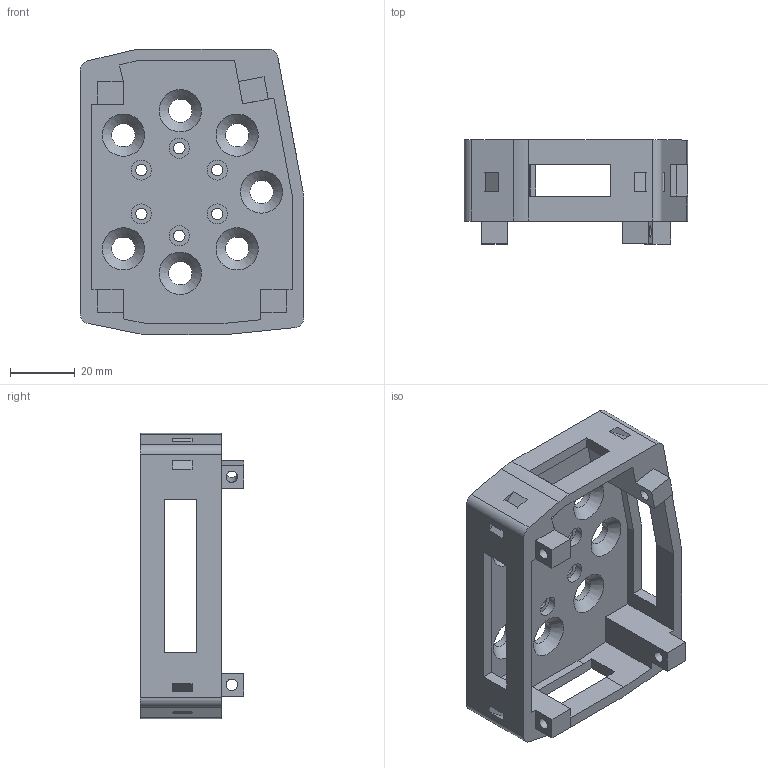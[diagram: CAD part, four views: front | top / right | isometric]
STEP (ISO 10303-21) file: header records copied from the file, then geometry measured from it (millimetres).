
FILE_DESCRIPTION(/* description */ (''),/* implementation_level */ '2;1');
FILE_NAME(/* name */ '20mm_hat.stp',/* time_stamp */ '2025-08-05T11:28:03-04:00',/* author */ ('Kenny'),/* organization */ (''),/* preprocessor_version */ 'ST-DEVELOPER v20',/* originating_system */ 'Autodesk Inventor 2025',/* authorisation */ '');
FILE_SCHEMA (('AUTOMOTIVE_DESIGN { 1 0 10303 214 3 1 1 }'));
Length unit declared in the file: millimetre
Products named in the file (1): top_xarm
Bounding box: 68.8 x 32 x 88 mm (x, y, z)
Volume: 49049 mm3; surface area: 24731.9 mm2
Topology: 1 solids, 1 shells, 118 faces, 331 edges, 218 vertices
Faces by surface type: plane 78, cylinder 33, cone 7
Full cylindrical faces by diameter (mm): 3.5 x10, 6.2 x6, 7.2 x7
Entity records: 4054 total; most frequent: CARTESIAN_POINT 668, ORIENTED_EDGE 662, DIRECTION 642, EDGE_CURVE 331, LINE 258, VECTOR 258, VERTEX_POINT 218, AXIS2_PLACEMENT_3D 192
